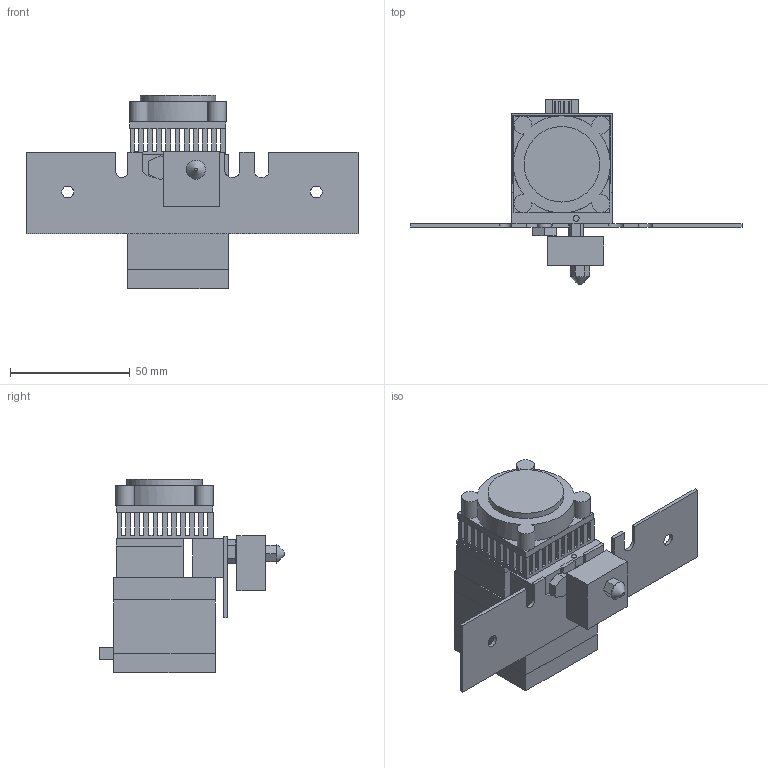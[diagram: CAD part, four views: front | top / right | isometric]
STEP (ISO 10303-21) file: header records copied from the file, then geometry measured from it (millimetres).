
FILE_DESCRIPTION(('FreeCAD Model'),'2;1');
FILE_NAME('Extruder from RobotDigg (assembled).stp','2014-10-12T00:49:44',('FreeCAD'),('FreeCAD'), 'Open CASCADE STEP processor 6.6','FreeCAD','Unknown');
FILE_SCHEMA(('AUTOMOTIVE_DESIGN_CC2 { 1 2 10303 214 -1 1 5 4 }'));
Products named in the file (1): Extruder_from_RobotDigg_(assembled)
Bounding box: 138.5 x 77.45 x 80.8 mm (x, y, z)
Volume: 136911.4 mm3; surface area: 40901.9 mm2
Topology: 1 solids, 1 shells, 991 faces, 2461 edges, 1334 vertices
Faces by surface type: plane 962, cylinder 28, cone 1
Full cylindrical faces by diameter (mm): 0.5 x6, 2.45 x1, 3.3 x2, 5 x2, 6 x1, 8 x1, 31.5 x1
Entity records: 59396 total; most frequent: CARTESIAN_POINT 10765, DIRECTION 8570, LINE 6306, VECTOR 6306, ORIENTED_EDGE 4922, PCURVE 4922, DEFINITIONAL_REPRESENTATION 4922, EDGE_CURVE 2461
